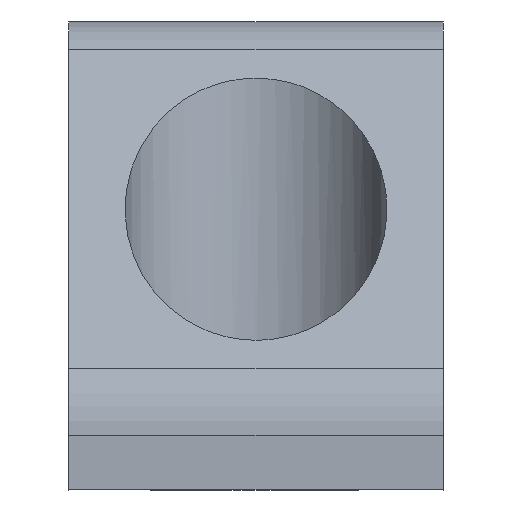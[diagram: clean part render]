
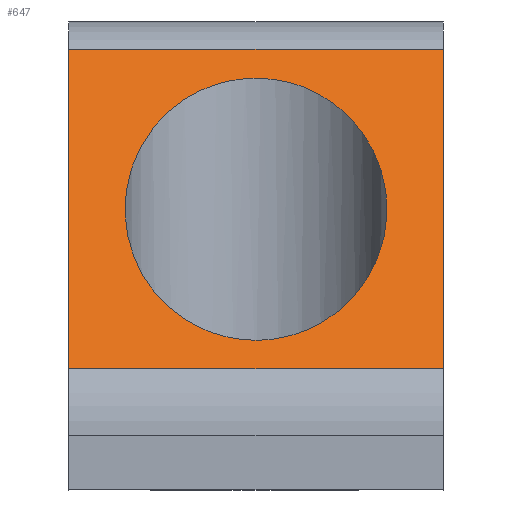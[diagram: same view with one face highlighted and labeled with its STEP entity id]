
A CAD part, front view. The second image highlights one B-rep face of the part: STEP entity #647.
In plain terms, the highlighted planar face has unit normal (0, -0.707, 0.707).
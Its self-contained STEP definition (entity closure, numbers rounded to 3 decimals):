
#32 = PLANE('',#33);
#33 = AXIS2_PLACEMENT_3D('',#34,#35,#36);
#34 = CARTESIAN_POINT('',(-50.,0.,14.747));
#35 = DIRECTION('',(1.,0.,0.));
#36 = DIRECTION('',(0.,0.,1.));
#347 = VERTEX_POINT('',#348);
#348 = CARTESIAN_POINT('',(-50.,-16.464,28.536));
#367 = CYLINDRICAL_SURFACE('',#368,5.);
#368 = AXIS2_PLACEMENT_3D('',#369,#370,#371);
#369 = CARTESIAN_POINT('',(-50.,-12.929,25.));
#370 = DIRECTION('',(1.,0.,0.));
#371 = DIRECTION('',(0.,-0.707,0.707)
  );
#379 = EDGE_CURVE('',#347,#380,#382,.T.);
#380 = VERTEX_POINT('',#381);
#381 = CARTESIAN_POINT('',(-50.,-33.536,11.464));
#382 = SURFACE_CURVE('',#383,(#387,#394),.PCURVE_S1.);
#383 = LINE('',#384,#385);
#384 = CARTESIAN_POINT('',(-50.,-15.,30.));
#385 = VECTOR('',#386,1.);
#386 = DIRECTION('',(0.,-0.707,-0.707));
#387 = PCURVE('',#32,#388);
#388 = DEFINITIONAL_REPRESENTATION('',(#389),#393);
#389 = LINE('',#390,#391);
#390 = CARTESIAN_POINT('',(15.253,15.));
#391 = VECTOR('',#392,1.);
#392 = DIRECTION('',(-0.707,0.707));
#393 = ( GEOMETRIC_REPRESENTATION_CONTEXT(2) 
PARAMETRIC_REPRESENTATION_CONTEXT() REPRESENTATION_CONTEXT('2D SPACE',''
  ) );
#394 = PCURVE('',#395,#400);
#395 = PLANE('',#396);
#396 = AXIS2_PLACEMENT_3D('',#397,#398,#399);
#397 = CARTESIAN_POINT('',(-50.,-15.,30.));
#398 = DIRECTION('',(0.,0.707,-0.707));
#399 = DIRECTION('',(0.,-0.707,-0.707));
#400 = DEFINITIONAL_REPRESENTATION('',(#401),#405);
#401 = LINE('',#402,#403);
#402 = CARTESIAN_POINT('',(0.,0.));
#403 = VECTOR('',#404,1.);
#404 = DIRECTION('',(1.,0.));
#405 = ( GEOMETRIC_REPRESENTATION_CONTEXT(2) 
PARAMETRIC_REPRESENTATION_CONTEXT() REPRESENTATION_CONTEXT('2D SPACE',''
  ) );
#426 = CYLINDRICAL_SURFACE('',#427,5.);
#427 = AXIS2_PLACEMENT_3D('',#428,#429,#430);
#428 = CARTESIAN_POINT('',(-50.,-30.,7.929));
#429 = DIRECTION('',(1.,0.,0.));
#430 = DIRECTION('',(0.,-1.,0.));
#481 = PLANE('',#482);
#482 = AXIS2_PLACEMENT_3D('',#483,#484,#485);
#483 = CARTESIAN_POINT('',(-30.,0.,14.747));
#484 = DIRECTION('',(1.,0.,0.));
#485 = DIRECTION('',(0.,0.,1.));
#518 = EDGE_CURVE('',#380,#519,#521,.T.);
#519 = VERTEX_POINT('',#520);
#520 = CARTESIAN_POINT('',(-30.,-33.536,11.464));
#521 = SURFACE_CURVE('',#522,(#526,#533),.PCURVE_S1.);
#522 = LINE('',#523,#524);
#523 = CARTESIAN_POINT('',(-50.,-33.536,11.464));
#524 = VECTOR('',#525,1.);
#525 = DIRECTION('',(1.,0.,0.));
#526 = PCURVE('',#426,#527);
#527 = DEFINITIONAL_REPRESENTATION('',(#528),#532);
#528 = LINE('',#529,#530);
#529 = CARTESIAN_POINT('',(-0.785,0.));
#530 = VECTOR('',#531,1.);
#531 = DIRECTION('',(-0.,1.));
#532 = ( GEOMETRIC_REPRESENTATION_CONTEXT(2) 
PARAMETRIC_REPRESENTATION_CONTEXT() REPRESENTATION_CONTEXT('2D SPACE',''
  ) );
#533 = PCURVE('',#395,#534);
#534 = DEFINITIONAL_REPRESENTATION('',(#535),#539);
#535 = LINE('',#536,#537);
#536 = CARTESIAN_POINT('',(26.213,0.));
#537 = VECTOR('',#538,1.);
#538 = DIRECTION('',(0.,-1.));
#539 = ( GEOMETRIC_REPRESENTATION_CONTEXT(2) 
PARAMETRIC_REPRESENTATION_CONTEXT() REPRESENTATION_CONTEXT('2D SPACE',''
  ) );
#647 = ADVANCED_FACE('',(#648,#696),#395,.F.);
#648 = FACE_BOUND('',#649,.F.);
#649 = EDGE_LOOP('',(#650,#651,#674,#695));
#650 = ORIENTED_EDGE('',*,*,#379,.F.);
#651 = ORIENTED_EDGE('',*,*,#652,.T.);
#652 = EDGE_CURVE('',#347,#653,#655,.T.);
#653 = VERTEX_POINT('',#654);
#654 = CARTESIAN_POINT('',(-30.,-16.464,28.536));
#655 = SURFACE_CURVE('',#656,(#660,#667),.PCURVE_S1.);
#656 = LINE('',#657,#658);
#657 = CARTESIAN_POINT('',(-50.,-16.464,28.536));
#658 = VECTOR('',#659,1.);
#659 = DIRECTION('',(1.,0.,0.));
#660 = PCURVE('',#395,#661);
#661 = DEFINITIONAL_REPRESENTATION('',(#662),#666);
#662 = LINE('',#663,#664);
#663 = CARTESIAN_POINT('',(2.071,0.));
#664 = VECTOR('',#665,1.);
#665 = DIRECTION('',(0.,-1.));
#666 = ( GEOMETRIC_REPRESENTATION_CONTEXT(2) 
PARAMETRIC_REPRESENTATION_CONTEXT() REPRESENTATION_CONTEXT('2D SPACE',''
  ) );
#667 = PCURVE('',#367,#668);
#668 = DEFINITIONAL_REPRESENTATION('',(#669),#673);
#669 = LINE('',#670,#671);
#670 = CARTESIAN_POINT('',(-0.,0.));
#671 = VECTOR('',#672,1.);
#672 = DIRECTION('',(-0.,1.));
#673 = ( GEOMETRIC_REPRESENTATION_CONTEXT(2) 
PARAMETRIC_REPRESENTATION_CONTEXT() REPRESENTATION_CONTEXT('2D SPACE',''
  ) );
#674 = ORIENTED_EDGE('',*,*,#675,.T.);
#675 = EDGE_CURVE('',#653,#519,#676,.T.);
#676 = SURFACE_CURVE('',#677,(#681,#688),.PCURVE_S1.);
#677 = LINE('',#678,#679);
#678 = CARTESIAN_POINT('',(-30.,-15.,30.));
#679 = VECTOR('',#680,1.);
#680 = DIRECTION('',(0.,-0.707,-0.707));
#681 = PCURVE('',#395,#682);
#682 = DEFINITIONAL_REPRESENTATION('',(#683),#687);
#683 = LINE('',#684,#685);
#684 = CARTESIAN_POINT('',(0.,-20.));
#685 = VECTOR('',#686,1.);
#686 = DIRECTION('',(1.,0.));
#687 = ( GEOMETRIC_REPRESENTATION_CONTEXT(2) 
PARAMETRIC_REPRESENTATION_CONTEXT() REPRESENTATION_CONTEXT('2D SPACE',''
  ) );
#688 = PCURVE('',#481,#689);
#689 = DEFINITIONAL_REPRESENTATION('',(#690),#694);
#690 = LINE('',#691,#692);
#691 = CARTESIAN_POINT('',(15.253,15.));
#692 = VECTOR('',#693,1.);
#693 = DIRECTION('',(-0.707,0.707));
#694 = ( GEOMETRIC_REPRESENTATION_CONTEXT(2) 
PARAMETRIC_REPRESENTATION_CONTEXT() REPRESENTATION_CONTEXT('2D SPACE',''
  ) );
#695 = ORIENTED_EDGE('',*,*,#518,.F.);
#696 = FACE_BOUND('',#697,.F.);
#697 = EDGE_LOOP('',(#698));
#698 = ORIENTED_EDGE('',*,*,#699,.F.);
#699 = EDGE_CURVE('',#700,#700,#702,.T.);
#700 = VERTEX_POINT('',#701);
#701 = CARTESIAN_POINT('',(-40.,-32.,13.));
#702 = SURFACE_CURVE('',#703,(#708,#715),.PCURVE_S1.);
#703 = ELLIPSE('',#704,9.899,7.);
#704 = AXIS2_PLACEMENT_3D('',#705,#706,#707);
#705 = CARTESIAN_POINT('',(-40.,-25.,20.));
#706 = DIRECTION('',(0.,0.707,-0.707));
#707 = DIRECTION('',(0.,0.707,0.707));
#708 = PCURVE('',#395,#709);
#709 = DEFINITIONAL_REPRESENTATION('',(#710),#714);
#710 = ELLIPSE('',#711,9.899,7.);
#711 = AXIS2_PLACEMENT_2D('',#712,#713);
#712 = CARTESIAN_POINT('',(14.142,-10.));
#713 = DIRECTION('',(-1.,0.));
#714 = ( GEOMETRIC_REPRESENTATION_CONTEXT(2) 
PARAMETRIC_REPRESENTATION_CONTEXT() REPRESENTATION_CONTEXT('2D SPACE',''
  ) );
#715 = PCURVE('',#716,#721);
#716 = CYLINDRICAL_SURFACE('',#717,7.);
#717 = AXIS2_PLACEMENT_3D('',#718,#719,#720);
#718 = CARTESIAN_POINT('',(-40.,-25.,30.));
#719 = DIRECTION('',(0.,0.,1.));
#720 = DIRECTION('',(0.,-1.,0.));
#721 = DEFINITIONAL_REPRESENTATION('',(#722),#741);
#722 = B_SPLINE_CURVE_WITH_KNOTS('',9,(#723,#724,#725,#726,#727,#728,
    #729,#730,#731,#732,#733,#734,#735,#736,#737,#738,#739,#740),
  .UNSPECIFIED.,.F.,.F.,(10,8,10),(3.142,6.283,
    9.425),.UNSPECIFIED.);
#723 = CARTESIAN_POINT('',(6.283,-17.));
#724 = CARTESIAN_POINT('',(5.934,-17.));
#725 = CARTESIAN_POINT('',(5.585,-16.04));
#726 = CARTESIAN_POINT('',(5.236,-14.121));
#727 = CARTESIAN_POINT('',(4.887,-11.468));
#728 = CARTESIAN_POINT('',(4.538,-8.532));
#729 = CARTESIAN_POINT('',(4.189,-5.879));
#730 = CARTESIAN_POINT('',(3.84,-3.96));
#731 = CARTESIAN_POINT('',(3.491,-3.));
#732 = CARTESIAN_POINT('',(2.793,-3.));
#733 = CARTESIAN_POINT('',(2.443,-3.96));
#734 = CARTESIAN_POINT('',(2.094,-5.879));
#735 = CARTESIAN_POINT('',(1.745,-8.532));
#736 = CARTESIAN_POINT('',(1.396,-11.468));
#737 = CARTESIAN_POINT('',(1.047,-14.121));
#738 = CARTESIAN_POINT('',(0.698,-16.04));
#739 = CARTESIAN_POINT('',(0.349,-17.));
#740 = CARTESIAN_POINT('',(0.,-17.));
#741 = ( GEOMETRIC_REPRESENTATION_CONTEXT(2) 
PARAMETRIC_REPRESENTATION_CONTEXT() REPRESENTATION_CONTEXT('2D SPACE',''
  ) );
